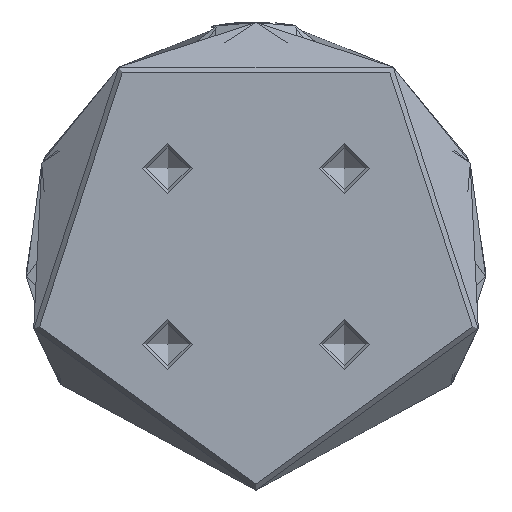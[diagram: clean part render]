
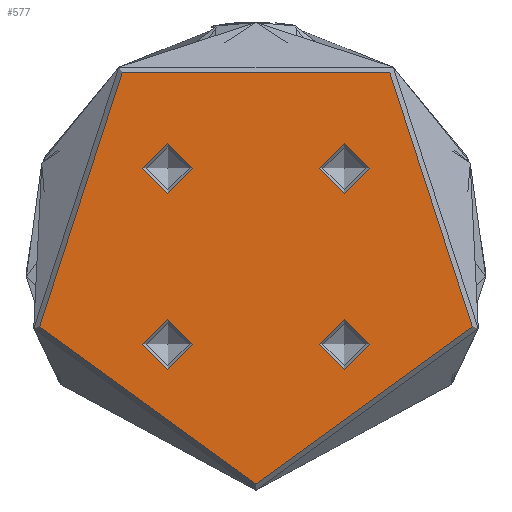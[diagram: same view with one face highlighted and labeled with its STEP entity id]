
A CAD part, front view. The second image highlights one B-rep face of the part: STEP entity #577.
In plain terms, the highlighted face is planar.
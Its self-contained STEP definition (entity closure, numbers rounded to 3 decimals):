
#75 = EDGE_LOOP ( 'NONE', ( #2846 ) ) ;
#111 = EDGE_CURVE ( 'NONE', #3565, #3565, #1955, .T. ) ;
#276 = VERTEX_POINT ( 'NONE', #1164 ) ;
#403 = CIRCLE ( 'NONE', #1583, 4.025 ) ;
#577 = ADVANCED_FACE ( 'NONE', ( #2527, #737, #687, #2529, #1395 ), #3974, .F. ) ;
#628 = AXIS2_PLACEMENT_3D ( 'NONE', #4393, #1902, #4836 ) ;
#687 = FACE_BOUND ( 'NONE', #3601, .T. ) ;
#690 = AXIS2_PLACEMENT_3D ( 'NONE', #3372, #889, #3778 ) ;
#728 = CARTESIAN_POINT ( 'NONE',  ( 18.167, 14.142, 0. ) ) ;
#737 = FACE_BOUND ( 'NONE', #75, .T. ) ;
#745 = CARTESIAN_POINT ( 'NONE',  ( -10.117, -14.142, 0. ) ) ;
#750 = CARTESIAN_POINT ( 'NONE',  ( -14.142, 14.142, 0. ) ) ;
#812 = CARTESIAN_POINT ( 'NONE',  ( 14.142, -14.142, 0. ) ) ;
#889 = DIRECTION ( 'NONE',  ( 0., 0., 1. ) ) ;
#946 = CARTESIAN_POINT ( 'NONE',  ( -14.142, -14.142, 0. ) ) ;
#969 = EDGE_LOOP ( 'NONE', ( #5360 ) ) ;
#1094 = ORIENTED_EDGE ( 'NONE', *, *, #111, .F. ) ;
#1135 = EDGE_CURVE ( 'NONE', #2640, #2640, #5353, .T. ) ;
#1164 = CARTESIAN_POINT ( 'NONE',  ( -10.117, 14.142, 0. ) ) ;
#1172 = DIRECTION ( 'NONE',  ( 1., 0., 0. ) ) ;
#1226 = DIRECTION ( 'NONE',  ( 1., 0., 0. ) ) ;
#1349 = CIRCLE ( 'NONE', #2507, 4.025 ) ;
#1363 = DIRECTION ( 'NONE',  ( 1., 0., 0. ) ) ;
#1395 = FACE_OUTER_BOUND ( 'NONE', #2248, .T. ) ;
#1472 = CARTESIAN_POINT ( 'NONE',  ( 14.142, 14.142, 0. ) ) ;
#1583 = AXIS2_PLACEMENT_3D ( 'NONE', #750, #3642, #1172 ) ;
#1853 = EDGE_CURVE ( 'NONE', #3309, #3309, #3174, .T. ) ;
#1883 = DIRECTION ( 'NONE',  ( 1., 0., 0. ) ) ;
#1902 = DIRECTION ( 'NONE',  ( 0., 0., -1. ) ) ;
#1955 = CIRCLE ( 'NONE', #2197, 4.025 ) ;
#2197 = AXIS2_PLACEMENT_3D ( 'NONE', #812, #3700, #1226 ) ;
#2248 = EDGE_LOOP ( 'NONE', ( #4812 ) ) ;
#2371 = EDGE_LOOP ( 'NONE', ( #4310 ) ) ;
#2507 = AXIS2_PLACEMENT_3D ( 'NONE', #946, #3837, #1363 ) ;
#2527 = FACE_BOUND ( 'NONE', #2371, .T. ) ;
#2529 = FACE_BOUND ( 'NONE', #969, .T. ) ;
#2640 = VERTEX_POINT ( 'NONE', #2763 ) ;
#2763 = CARTESIAN_POINT ( 'NONE',  ( 0., -36.5, 0. ) ) ;
#2846 = ORIENTED_EDGE ( 'NONE', *, *, #1853, .F. ) ;
#2847 = AXIS2_PLACEMENT_3D ( 'NONE', #1472, #4375, #1883 ) ;
#2969 = VERTEX_POINT ( 'NONE', #745 ) ;
#3174 = CIRCLE ( 'NONE', #2847, 4.025 ) ;
#3309 = VERTEX_POINT ( 'NONE', #728 ) ;
#3372 = CARTESIAN_POINT ( 'NONE',  ( 0., 0., 0. ) ) ;
#3565 = VERTEX_POINT ( 'NONE', #4018 ) ;
#3601 = EDGE_LOOP ( 'NONE', ( #1094 ) ) ;
#3642 = DIRECTION ( 'NONE',  ( 0., 0., 1. ) ) ;
#3700 = DIRECTION ( 'NONE',  ( 0., 0., 1. ) ) ;
#3778 = DIRECTION ( 'NONE',  ( 0., -1., 0. ) ) ;
#3837 = DIRECTION ( 'NONE',  ( 0., 0., 1. ) ) ;
#3974 = PLANE ( 'NONE',  #628 ) ;
#4018 = CARTESIAN_POINT ( 'NONE',  ( 18.167, -14.142, 0. ) ) ;
#4253 = EDGE_CURVE ( 'NONE', #2969, #2969, #1349, .T. ) ;
#4310 = ORIENTED_EDGE ( 'NONE', *, *, #4471, .F. ) ;
#4375 = DIRECTION ( 'NONE',  ( 0., 0., 1. ) ) ;
#4393 = CARTESIAN_POINT ( 'NONE',  ( 0., 36.5, 0. ) ) ;
#4471 = EDGE_CURVE ( 'NONE', #276, #276, #403, .T. ) ;
#4812 = ORIENTED_EDGE ( 'NONE', *, *, #1135, .T. ) ;
#4836 = DIRECTION ( 'NONE',  ( 0., 1., 0. ) ) ;
#5353 = CIRCLE ( 'NONE', #690, 36.5 ) ;
#5360 = ORIENTED_EDGE ( 'NONE', *, *, #4253, .F. ) ;
